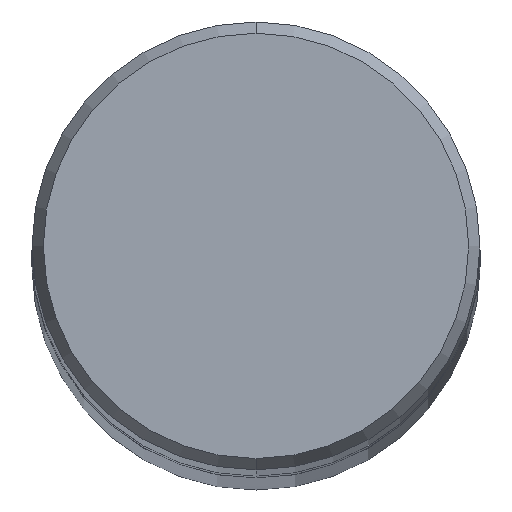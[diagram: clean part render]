
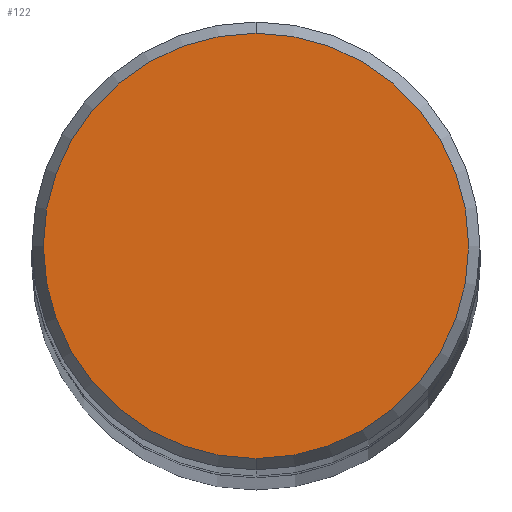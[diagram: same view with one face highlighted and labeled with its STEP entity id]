
A CAD part, top view. The second image highlights one B-rep face of the part: STEP entity #122.
In plain terms, the highlighted planar face has unit normal (0, 0, 1).
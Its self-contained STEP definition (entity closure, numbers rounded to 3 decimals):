
#102=VERTEX_POINT('',#249);
#122=ADVANCED_FACE('',(#270),#271,.T.);
#152=EDGE_CURVE('',#218,#102,#305,.T.);
#164=EDGE_CURVE('',#102,#218,#318,.T.);
#218=VERTEX_POINT('',#380);
#249=CARTESIAN_POINT('',(0.,-4.33,0.0));
#270=FACE_OUTER_BOUND('',#429,.T.);
#271=PLANE('',#430);
#305=CIRCLE('',#474,4.33);
#318=CIRCLE('',#491,4.33);
#380=CARTESIAN_POINT('',(0.0,4.33,0.0));
#429=EDGE_LOOP('',(#603,#604));
#430=AXIS2_PLACEMENT_3D('',#605,#606,#607);
#474=AXIS2_PLACEMENT_3D('',#649,#650,#651);
#491=AXIS2_PLACEMENT_3D('',#664,#665,#666);
#603=ORIENTED_EDGE('',*,*,#152,.F.);
#604=ORIENTED_EDGE('',*,*,#164,.F.);
#605=CARTESIAN_POINT('',(0.0,2.165,0.0));
#606=DIRECTION('',(-0.0,0.0,1.0));
#607=DIRECTION('',(0.0,-1.0,0.0));
#649=CARTESIAN_POINT('',(0.0,0.0,0.0));
#650=DIRECTION('',(0.0,0.0,-1.0));
#651=DIRECTION('',(0.0,1.0,0.0));
#664=CARTESIAN_POINT('',(0.0,0.0,0.0));
#665=DIRECTION('',(0.0,0.0,-1.0));
#666=DIRECTION('',(0.0,1.0,0.0));
